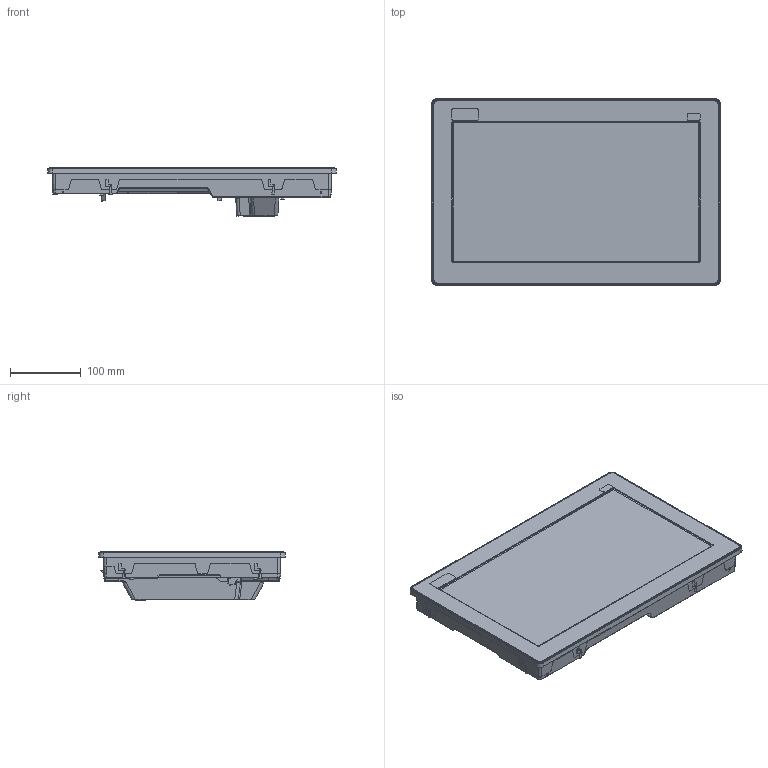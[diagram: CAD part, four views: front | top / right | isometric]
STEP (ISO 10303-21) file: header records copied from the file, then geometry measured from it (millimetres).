
FILE_DESCRIPTION(('STEP AP242'),'1');
FILE_NAME('hmidt75x.stp','2020-11-03T10:11:36',('TraceParts'),('TraceParts S.A.'),'Spatial InterOp 3D',' ',' ');
FILE_SCHEMA(('AP242_MANAGED_MODEL_BASED_3D_ENGINEERING_MIM_LF {1 0 10303 442 1 1 4}'));
Length unit declared in the file: millimetre
Products named in the file (1): hmidt75x
Bounding box: 408 x 264 x 68.58 mm (x, y, z)
Volume: 3853163.4 mm3; surface area: 290911.8 mm2
Topology: 1 solids, 2 shells, 797 faces, 2215 edges, 1450 vertices
Faces by surface type: plane 441, cylinder 237, cone 48, bspline 46, torus 20, sphere 5
Entity records: 44171 total; most frequent: CARTESIAN_POINT 23931, ORIENTED_EDGE 4418, DIRECTION 4004, EDGE_CURVE 2209, VERTEX_POINT 1450, LINE 1442, VECTOR 1442, AXIS2_PLACEMENT_3D 1281
